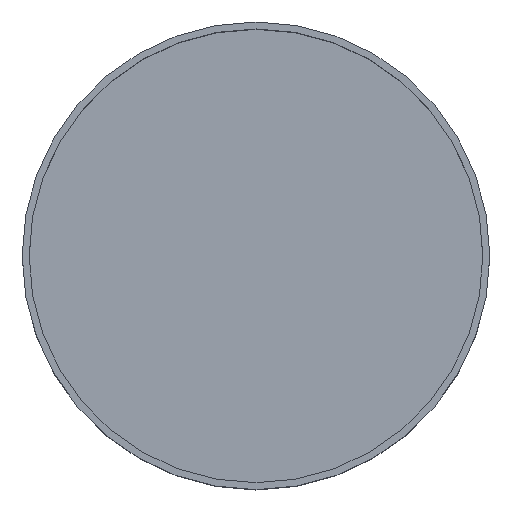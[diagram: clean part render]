
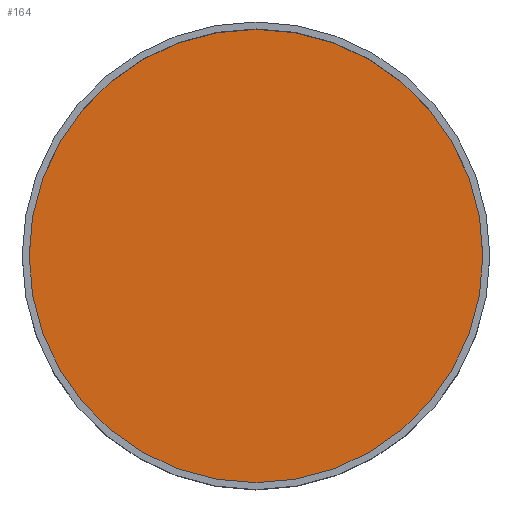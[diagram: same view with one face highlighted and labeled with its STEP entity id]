
A CAD part, top view. The second image highlights one B-rep face of the part: STEP entity #164.
In plain terms, the highlighted planar face has unit normal (0, 0, 1).
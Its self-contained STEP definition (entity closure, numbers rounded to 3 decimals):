
#10 = DIRECTION ( 'NONE',  ( 1., 0., 0. ) ) ;
#22 = DIRECTION ( 'NONE',  ( 0., 0., 1. ) ) ;
#31 = EDGE_LOOP ( 'NONE', ( #218, #128 ) ) ;
#46 = EDGE_CURVE ( 'NONE', #198, #101, #155, .T. ) ;
#48 = PLANE ( 'NONE',  #51 ) ;
#51 = AXIS2_PLACEMENT_3D ( 'NONE', #121, #22, #276 ) ;
#67 = AXIS2_PLACEMENT_3D ( 'NONE', #92, #140, #112 ) ;
#68 = EDGE_CURVE ( 'NONE', #101, #198, #300, .T. ) ;
#76 = CARTESIAN_POINT ( 'NONE',  ( 16.25, 0., 0.5 ) ) ;
#92 = CARTESIAN_POINT ( 'NONE',  ( 0., 0., 0.5 ) ) ;
#101 = VERTEX_POINT ( 'NONE', #249 ) ;
#112 = DIRECTION ( 'NONE',  ( 1., 0., 0. ) ) ;
#121 = CARTESIAN_POINT ( 'NONE',  ( 0., 0., 0.5 ) ) ;
#123 = FACE_OUTER_BOUND ( 'NONE', #31, .T. ) ;
#128 = ORIENTED_EDGE ( 'NONE', *, *, #46, .T. ) ;
#140 = DIRECTION ( 'NONE',  ( 0., 0., 1. ) ) ;
#155 = CIRCLE ( 'NONE', #67, 16.25 ) ;
#156 = CARTESIAN_POINT ( 'NONE',  ( 0., 0., 0.5 ) ) ;
#164 = ADVANCED_FACE ( 'NONE', ( #123 ), #48, .T. ) ;
#168 = AXIS2_PLACEMENT_3D ( 'NONE', #156, #205, #10 ) ;
#198 = VERTEX_POINT ( 'NONE', #76 ) ;
#205 = DIRECTION ( 'NONE',  ( 0., 0., 1. ) ) ;
#218 = ORIENTED_EDGE ( 'NONE', *, *, #68, .T. ) ;
#249 = CARTESIAN_POINT ( 'NONE',  ( -16.25, 0., 0.5 ) ) ;
#276 = DIRECTION ( 'NONE',  ( 1., 0., 0. ) ) ;
#300 = CIRCLE ( 'NONE', #168, 16.25 ) ;
